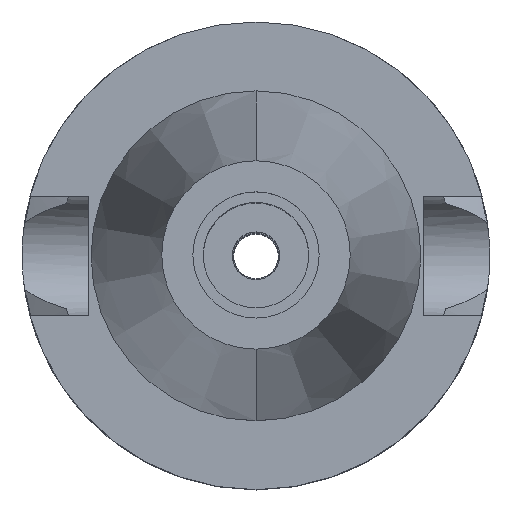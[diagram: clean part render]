
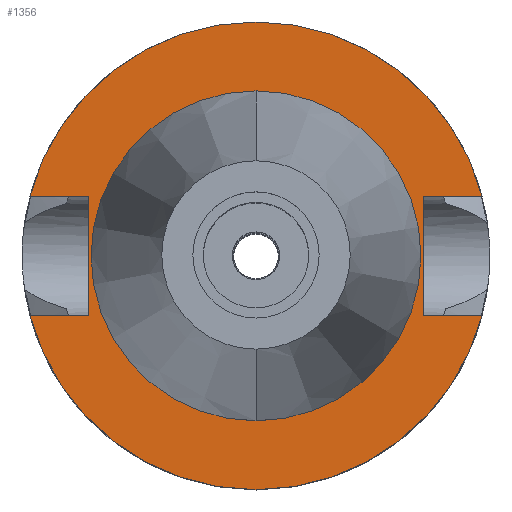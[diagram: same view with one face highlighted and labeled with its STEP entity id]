
A CAD part, top view. The second image highlights one B-rep face of the part: STEP entity #1356.
In plain terms, the highlighted planar face has unit normal (0, 0, 1).
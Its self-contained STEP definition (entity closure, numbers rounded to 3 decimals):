
#121=DIRECTION('',(0.,1.,0.));
#122=VECTOR('',#121,16.1);
#123=CARTESIAN_POINT('',(-22.5,-8.05,-1.));
#124=LINE('',#123,#122);
#128=CARTESIAN_POINT('',(0.,0.,-1.));
#129=DIRECTION('',(0.,0.,-1.));
#130=DIRECTION('',(-0.967,0.256,0.));
#131=AXIS2_PLACEMENT_3D('',#128,#129,#130);
#136=CARTESIAN_POINT('',(0.,0.,-1.));
#137=DIRECTION('',(0.,0.,-1.));
#138=DIRECTION('',(0.,1.,0.));
#139=AXIS2_PLACEMENT_3D('',#136,#137,#138);
#144=DIRECTION('',(0.,-1.,0.));
#145=VECTOR('',#144,16.1);
#146=CARTESIAN_POINT('',(22.5,8.05,-1.));
#147=LINE('',#146,#145);
#151=DIRECTION('',(1.,0.,0.));
#152=VECTOR('',#151,7.954);
#153=CARTESIAN_POINT('',(22.5,-8.05,-1.));
#154=LINE('',#153,#152);
#158=CARTESIAN_POINT('',(0.,0.,-1.));
#159=DIRECTION('',(0.,0.,-1.));
#160=DIRECTION('',(0.967,-0.256,0.));
#161=AXIS2_PLACEMENT_3D('',#158,#159,#160);
#166=CARTESIAN_POINT('',(0.,0.,-1.));
#167=DIRECTION('',(0.,0.,-1.));
#168=DIRECTION('',(0.,-1.,0.));
#169=AXIS2_PLACEMENT_3D('',#166,#167,#168);
#174=DIRECTION('',(1.,0.,0.));
#175=VECTOR('',#174,7.954);
#176=CARTESIAN_POINT('',(-30.454,-8.05,-1.));
#177=LINE('',#176,#175);
#181=CARTESIAN_POINT('',(0.,0.,-1.));
#182=DIRECTION('',(0.,0.,1.));
#183=DIRECTION('',(0.,-1.,0.));
#184=AXIS2_PLACEMENT_3D('',#181,#182,#183);
#189=CARTESIAN_POINT('',(0.,0.,-1.));
#190=DIRECTION('',(0.,0.,1.));
#191=DIRECTION('',(0.,1.,0.));
#192=AXIS2_PLACEMENT_3D('',#189,#190,#191);
#357=DIRECTION('',(1.,0.,0.));
#358=VECTOR('',#357,7.954);
#359=CARTESIAN_POINT('',(22.5,8.05,-1.));
#360=LINE('',#359,#358);
#418=DIRECTION('',(1.,0.,0.));
#419=VECTOR('',#418,7.954);
#420=CARTESIAN_POINT('',(-30.454,8.05,-1.));
#421=LINE('',#420,#419);
#1213=CARTESIAN_POINT('',(-22.5,-8.05,-1.));
#1214=VERTEX_POINT('',#1213);
#1215=CARTESIAN_POINT('',(-30.454,-8.05,-1.));
#1216=VERTEX_POINT('',#1215);
#1219=CARTESIAN_POINT('',(-22.5,8.05,-1.));
#1220=VERTEX_POINT('',#1219);
#1221=CARTESIAN_POINT('',(-30.454,8.05,-1.));
#1222=VERTEX_POINT('',#1221);
#1223=CARTESIAN_POINT('',(0.,31.5,-1.));
#1224=CARTESIAN_POINT('',(30.454,8.05,-1.));
#1225=VERTEX_POINT('',#1223);
#1226=VERTEX_POINT('',#1224);
#1227=CARTESIAN_POINT('',(22.5,8.05,-1.));
#1228=VERTEX_POINT('',#1227);
#1229=CARTESIAN_POINT('',(22.5,-8.05,-1.));
#1230=VERTEX_POINT('',#1229);
#1231=CARTESIAN_POINT('',(30.454,-8.05,-1.));
#1232=VERTEX_POINT('',#1231);
#1233=CARTESIAN_POINT('',(0.,-31.5,-1.));
#1234=VERTEX_POINT('',#1233);
#1235=CARTESIAN_POINT('',(0.,-22.225,-1.));
#1236=CARTESIAN_POINT('',(0.,22.225,-1.));
#1237=VERTEX_POINT('',#1235);
#1238=VERTEX_POINT('',#1236);
#1325=CARTESIAN_POINT('',(0.,0.,-1.));
#1326=DIRECTION('',(0.,0.,-1.));
#1327=DIRECTION('',(0.,-1.,0.));
#1328=AXIS2_PLACEMENT_3D('',#1325,#1326,#1327);
#1329=PLANE('',#1328);
#1331=ORIENTED_EDGE('',*,*,#1330,.T.);
#1333=ORIENTED_EDGE('',*,*,#1332,.F.);
#1335=ORIENTED_EDGE('',*,*,#1334,.T.);
#1337=ORIENTED_EDGE('',*,*,#1336,.T.);
#1339=ORIENTED_EDGE('',*,*,#1338,.F.);
#1341=ORIENTED_EDGE('',*,*,#1340,.T.);
#1343=ORIENTED_EDGE('',*,*,#1342,.T.);
#1345=ORIENTED_EDGE('',*,*,#1344,.T.);
#1347=ORIENTED_EDGE('',*,*,#1346,.T.);
#1349=ORIENTED_EDGE('',*,*,#1348,.T.);
#1350=EDGE_LOOP('',(#1331,#1333,#1335,#1337,#1339,#1341,#1343,#1345,#1347,
#1349));
#1351=FACE_OUTER_BOUND('',#1350,.F.);
#1352=ORIENTED_EDGE('',*,*,#1304,.T.);
#1353=ORIENTED_EDGE('',*,*,#1320,.T.);
#1354=EDGE_LOOP('',(#1352,#1353));
#1355=FACE_BOUND('',#1354,.F.);
#132=CIRCLE('',#131,31.5);
#140=CIRCLE('',#139,31.5);
#162=CIRCLE('',#161,31.5);
#170=CIRCLE('',#169,31.5);
#185=CIRCLE('',#184,22.225);
#193=CIRCLE('',#192,22.225);
#1304=EDGE_CURVE('',#1237,#1238,#185,.T.);
#1320=EDGE_CURVE('',#1238,#1237,#193,.T.);
#1330=EDGE_CURVE('',#1214,#1220,#124,.T.);
#1332=EDGE_CURVE('',#1222,#1220,#421,.T.);
#1334=EDGE_CURVE('',#1222,#1225,#132,.T.);
#1336=EDGE_CURVE('',#1225,#1226,#140,.T.);
#1338=EDGE_CURVE('',#1228,#1226,#360,.T.);
#1340=EDGE_CURVE('',#1228,#1230,#147,.T.);
#1342=EDGE_CURVE('',#1230,#1232,#154,.T.);
#1344=EDGE_CURVE('',#1232,#1234,#162,.T.);
#1346=EDGE_CURVE('',#1234,#1216,#170,.T.);
#1348=EDGE_CURVE('',#1216,#1214,#177,.T.);
#1356=ADVANCED_FACE('',(#1351,#1355),#1329,.F.);
